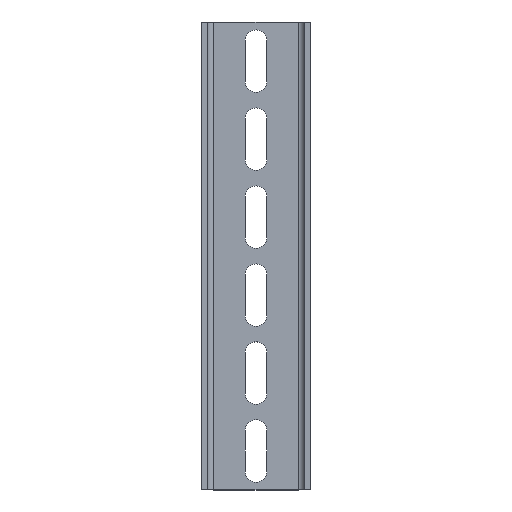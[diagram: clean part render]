
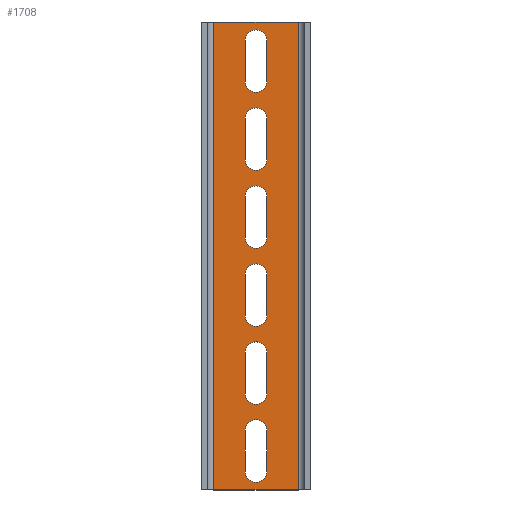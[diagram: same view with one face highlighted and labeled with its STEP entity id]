
A CAD part, top view. The second image highlights one B-rep face of the part: STEP entity #1708.
In plain terms, the highlighted planar face has unit normal (0, 0, 1).
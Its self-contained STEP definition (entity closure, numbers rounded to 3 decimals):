
#37=DIRECTION('',(1.,0.,0.));
#38=VECTOR('',#37,54.);
#39=CARTESIAN_POINT('',(-27.,0.,-21.));
#40=LINE('',#39,#38);
#282=DIRECTION('',(0.,1.,0.));
#283=VECTOR('',#282,300.);
#284=CARTESIAN_POINT('',(27.,0.,-21.));
#285=LINE('',#284,#283);
#286=DIRECTION('',(0.,1.,0.));
#287=VECTOR('',#286,300.);
#288=CARTESIAN_POINT('',(-27.,0.,-21.));
#289=LINE('',#288,#287);
#290=DIRECTION('',(0.,1.,0.));
#291=VECTOR('',#290,26.);
#292=CARTESIAN_POINT('',(-7.,12.,-21.));
#293=LINE('',#292,#291);
#294=CARTESIAN_POINT('',(0.,12.,-21.));
#295=DIRECTION('',(0.,0.,1.));
#296=DIRECTION('',(-1.,0.,0.));
#297=AXIS2_PLACEMENT_3D('',#294,#295,#296);
#299=DIRECTION('',(0.,-1.,0.));
#300=VECTOR('',#299,26.);
#301=CARTESIAN_POINT('',(7.,38.,-21.));
#302=LINE('',#301,#300);
#303=CARTESIAN_POINT('',(0.,38.,-21.));
#304=DIRECTION('',(0.,0.,1.));
#305=DIRECTION('',(1.,0.,0.));
#306=AXIS2_PLACEMENT_3D('',#303,#304,#305);
#308=CARTESIAN_POINT('',(0.,88.,-21.));
#309=DIRECTION('',(0.,0.,-1.));
#310=DIRECTION('',(-1.,0.,0.));
#311=AXIS2_PLACEMENT_3D('',#308,#309,#310);
#313=DIRECTION('',(0.,1.,0.));
#314=VECTOR('',#313,26.);
#315=CARTESIAN_POINT('',(-7.,62.,-21.));
#316=LINE('',#315,#314);
#317=CARTESIAN_POINT('',(0.,62.,-21.));
#318=DIRECTION('',(0.,0.,-1.));
#319=DIRECTION('',(1.,0.,0.));
#320=AXIS2_PLACEMENT_3D('',#317,#318,#319);
#322=DIRECTION('',(0.,-1.,0.));
#323=VECTOR('',#322,26.);
#324=CARTESIAN_POINT('',(7.,88.,-21.));
#325=LINE('',#324,#323);
#326=CARTESIAN_POINT('',(0.,138.,-21.));
#327=DIRECTION('',(0.,0.,-1.));
#328=DIRECTION('',(-1.,0.,0.));
#329=AXIS2_PLACEMENT_3D('',#326,#327,#328);
#331=DIRECTION('',(0.,1.,0.));
#332=VECTOR('',#331,26.);
#333=CARTESIAN_POINT('',(-7.,112.,-21.));
#334=LINE('',#333,#332);
#335=CARTESIAN_POINT('',(0.,112.,-21.));
#336=DIRECTION('',(0.,0.,-1.));
#337=DIRECTION('',(1.,0.,0.));
#338=AXIS2_PLACEMENT_3D('',#335,#336,#337);
#340=DIRECTION('',(0.,-1.,0.));
#341=VECTOR('',#340,26.);
#342=CARTESIAN_POINT('',(7.,138.,-21.));
#343=LINE('',#342,#341);
#344=CARTESIAN_POINT('',(0.,188.,-21.));
#345=DIRECTION('',(0.,0.,-1.));
#346=DIRECTION('',(-1.,0.,0.));
#347=AXIS2_PLACEMENT_3D('',#344,#345,#346);
#349=DIRECTION('',(0.,1.,0.));
#350=VECTOR('',#349,26.);
#351=CARTESIAN_POINT('',(-7.,162.,-21.));
#352=LINE('',#351,#350);
#353=CARTESIAN_POINT('',(0.,162.,-21.));
#354=DIRECTION('',(0.,0.,-1.));
#355=DIRECTION('',(1.,0.,0.));
#356=AXIS2_PLACEMENT_3D('',#353,#354,#355);
#358=DIRECTION('',(0.,-1.,0.));
#359=VECTOR('',#358,26.);
#360=CARTESIAN_POINT('',(7.,188.,-21.));
#361=LINE('',#360,#359);
#362=CARTESIAN_POINT('',(0.,238.,-21.));
#363=DIRECTION('',(0.,0.,-1.));
#364=DIRECTION('',(-1.,0.,0.));
#365=AXIS2_PLACEMENT_3D('',#362,#363,#364);
#367=DIRECTION('',(0.,1.,0.));
#368=VECTOR('',#367,26.);
#369=CARTESIAN_POINT('',(-7.,212.,-21.));
#370=LINE('',#369,#368);
#371=CARTESIAN_POINT('',(0.,212.,-21.));
#372=DIRECTION('',(0.,0.,-1.));
#373=DIRECTION('',(1.,0.,0.));
#374=AXIS2_PLACEMENT_3D('',#371,#372,#373);
#376=DIRECTION('',(0.,-1.,0.));
#377=VECTOR('',#376,26.);
#378=CARTESIAN_POINT('',(7.,238.,-21.));
#379=LINE('',#378,#377);
#380=CARTESIAN_POINT('',(0.,288.,-21.));
#381=DIRECTION('',(0.,0.,-1.));
#382=DIRECTION('',(-1.,0.,0.));
#383=AXIS2_PLACEMENT_3D('',#380,#381,#382);
#385=DIRECTION('',(0.,1.,0.));
#386=VECTOR('',#385,26.);
#387=CARTESIAN_POINT('',(-7.,262.,-21.));
#388=LINE('',#387,#386);
#389=CARTESIAN_POINT('',(0.,262.,-21.));
#390=DIRECTION('',(0.,0.,-1.));
#391=DIRECTION('',(1.,0.,0.));
#392=AXIS2_PLACEMENT_3D('',#389,#390,#391);
#394=DIRECTION('',(0.,-1.,0.));
#395=VECTOR('',#394,26.);
#396=CARTESIAN_POINT('',(7.,288.,-21.));
#397=LINE('',#396,#395);
#767=DIRECTION('',(1.,0.,0.));
#768=VECTOR('',#767,54.);
#769=CARTESIAN_POINT('',(-27.,300.,-21.));
#770=LINE('',#769,#768);
#1106=CARTESIAN_POINT('',(-27.,0.,-21.));
#1107=VERTEX_POINT('',#1106);
#1108=CARTESIAN_POINT('',(27.,0.,-21.));
#1109=VERTEX_POINT('',#1108);
#1130=CARTESIAN_POINT('',(-27.,300.,-21.));
#1131=VERTEX_POINT('',#1130);
#1132=CARTESIAN_POINT('',(27.,300.,-21.));
#1133=VERTEX_POINT('',#1132);
#1146=CARTESIAN_POINT('',(-7.,12.,-21.));
#1147=CARTESIAN_POINT('',(-7.,38.,-21.));
#1148=VERTEX_POINT('',#1146);
#1149=VERTEX_POINT('',#1147);
#1150=CARTESIAN_POINT('',(7.,12.,-21.));
#1151=VERTEX_POINT('',#1150);
#1152=CARTESIAN_POINT('',(7.,38.,-21.));
#1153=VERTEX_POINT('',#1152);
#1162=CARTESIAN_POINT('',(-7.,88.,-21.));
#1163=CARTESIAN_POINT('',(7.,88.,-21.));
#1164=VERTEX_POINT('',#1162);
#1165=VERTEX_POINT('',#1163);
#1166=CARTESIAN_POINT('',(7.,62.,-21.));
#1167=VERTEX_POINT('',#1166);
#1168=CARTESIAN_POINT('',(-7.,62.,-21.));
#1169=VERTEX_POINT('',#1168);
#1178=CARTESIAN_POINT('',(-7.,138.,-21.));
#1179=CARTESIAN_POINT('',(7.,138.,-21.));
#1180=VERTEX_POINT('',#1178);
#1181=VERTEX_POINT('',#1179);
#1182=CARTESIAN_POINT('',(7.,112.,-21.));
#1183=VERTEX_POINT('',#1182);
#1184=CARTESIAN_POINT('',(-7.,112.,-21.));
#1185=VERTEX_POINT('',#1184);
#1194=CARTESIAN_POINT('',(-7.,188.,-21.));
#1195=CARTESIAN_POINT('',(7.,188.,-21.));
#1196=VERTEX_POINT('',#1194);
#1197=VERTEX_POINT('',#1195);
#1198=CARTESIAN_POINT('',(7.,162.,-21.));
#1199=VERTEX_POINT('',#1198);
#1200=CARTESIAN_POINT('',(-7.,162.,-21.));
#1201=VERTEX_POINT('',#1200);
#1210=CARTESIAN_POINT('',(-7.,238.,-21.));
#1211=CARTESIAN_POINT('',(7.,238.,-21.));
#1212=VERTEX_POINT('',#1210);
#1213=VERTEX_POINT('',#1211);
#1214=CARTESIAN_POINT('',(7.,212.,-21.));
#1215=VERTEX_POINT('',#1214);
#1216=CARTESIAN_POINT('',(-7.,212.,-21.));
#1217=VERTEX_POINT('',#1216);
#1226=CARTESIAN_POINT('',(-7.,288.,-21.));
#1227=CARTESIAN_POINT('',(7.,288.,-21.));
#1228=VERTEX_POINT('',#1226);
#1229=VERTEX_POINT('',#1227);
#1230=CARTESIAN_POINT('',(7.,262.,-21.));
#1231=VERTEX_POINT('',#1230);
#1232=CARTESIAN_POINT('',(-7.,262.,-21.));
#1233=VERTEX_POINT('',#1232);
#1635=CARTESIAN_POINT('',(-27.,0.,-21.));
#1636=DIRECTION('',(0.,0.,1.));
#1637=DIRECTION('',(1.,0.,0.));
#1638=AXIS2_PLACEMENT_3D('',#1635,#1636,#1637);
#1639=PLANE('',#1638);
#1640=ORIENTED_EDGE('',*,*,#1447,.F.);
#1642=ORIENTED_EDGE('',*,*,#1641,.T.);
#1644=ORIENTED_EDGE('',*,*,#1643,.T.);
#1645=ORIENTED_EDGE('',*,*,#1627,.F.);
#1646=EDGE_LOOP('',(#1640,#1642,#1644,#1645));
#1647=FACE_OUTER_BOUND('',#1646,.F.);
#1649=ORIENTED_EDGE('',*,*,#1648,.F.);
#1651=ORIENTED_EDGE('',*,*,#1650,.T.);
#1653=ORIENTED_EDGE('',*,*,#1652,.F.);
#1655=ORIENTED_EDGE('',*,*,#1654,.T.);
#1656=EDGE_LOOP('',(#1649,#1651,#1653,#1655));
#1657=FACE_BOUND('',#1656,.F.);
#1659=ORIENTED_EDGE('',*,*,#1658,.F.);
#1661=ORIENTED_EDGE('',*,*,#1660,.F.);
#1663=ORIENTED_EDGE('',*,*,#1662,.F.);
#1665=ORIENTED_EDGE('',*,*,#1664,.F.);
#1666=EDGE_LOOP('',(#1659,#1661,#1663,#1665));
#1667=FACE_BOUND('',#1666,.F.);
#1669=ORIENTED_EDGE('',*,*,#1668,.F.);
#1671=ORIENTED_EDGE('',*,*,#1670,.F.);
#1673=ORIENTED_EDGE('',*,*,#1672,.F.);
#1675=ORIENTED_EDGE('',*,*,#1674,.F.);
#1676=EDGE_LOOP('',(#1669,#1671,#1673,#1675));
#1677=FACE_BOUND('',#1676,.F.);
#1679=ORIENTED_EDGE('',*,*,#1678,.F.);
#1681=ORIENTED_EDGE('',*,*,#1680,.F.);
#1683=ORIENTED_EDGE('',*,*,#1682,.F.);
#1685=ORIENTED_EDGE('',*,*,#1684,.F.);
#1686=EDGE_LOOP('',(#1679,#1681,#1683,#1685));
#1687=FACE_BOUND('',#1686,.F.);
#1689=ORIENTED_EDGE('',*,*,#1688,.F.);
#1691=ORIENTED_EDGE('',*,*,#1690,.F.);
#1693=ORIENTED_EDGE('',*,*,#1692,.F.);
#1695=ORIENTED_EDGE('',*,*,#1694,.F.);
#1696=EDGE_LOOP('',(#1689,#1691,#1693,#1695));
#1697=FACE_BOUND('',#1696,.F.);
#1699=ORIENTED_EDGE('',*,*,#1698,.F.);
#1701=ORIENTED_EDGE('',*,*,#1700,.F.);
#1703=ORIENTED_EDGE('',*,*,#1702,.F.);
#1705=ORIENTED_EDGE('',*,*,#1704,.F.);
#1706=EDGE_LOOP('',(#1699,#1701,#1703,#1705));
#1707=FACE_BOUND('',#1706,.F.);
#1708=ADVANCED_FACE('',(#1647,#1657,#1667,#1677,#1687,#1697,#1707),#1639,.T.);
#298=CIRCLE('',#297,7.);
#307=CIRCLE('',#306,7.);
#312=CIRCLE('',#311,7.);
#321=CIRCLE('',#320,7.);
#330=CIRCLE('',#329,7.);
#339=CIRCLE('',#338,7.);
#348=CIRCLE('',#347,7.);
#357=CIRCLE('',#356,7.);
#366=CIRCLE('',#365,7.);
#375=CIRCLE('',#374,7.);
#384=CIRCLE('',#383,7.);
#393=CIRCLE('',#392,7.);
#1447=EDGE_CURVE('',#1107,#1109,#40,.T.);
#1627=EDGE_CURVE('',#1109,#1133,#285,.T.);
#1641=EDGE_CURVE('',#1107,#1131,#289,.T.);
#1643=EDGE_CURVE('',#1131,#1133,#770,.T.);
#1648=EDGE_CURVE('',#1148,#1149,#293,.T.);
#1650=EDGE_CURVE('',#1148,#1151,#298,.T.);
#1652=EDGE_CURVE('',#1153,#1151,#302,.T.);
#1654=EDGE_CURVE('',#1153,#1149,#307,.T.);
#1658=EDGE_CURVE('',#1164,#1165,#312,.T.);
#1660=EDGE_CURVE('',#1169,#1164,#316,.T.);
#1662=EDGE_CURVE('',#1167,#1169,#321,.T.);
#1664=EDGE_CURVE('',#1165,#1167,#325,.T.);
#1668=EDGE_CURVE('',#1180,#1181,#330,.T.);
#1670=EDGE_CURVE('',#1185,#1180,#334,.T.);
#1672=EDGE_CURVE('',#1183,#1185,#339,.T.);
#1674=EDGE_CURVE('',#1181,#1183,#343,.T.);
#1678=EDGE_CURVE('',#1196,#1197,#348,.T.);
#1680=EDGE_CURVE('',#1201,#1196,#352,.T.);
#1682=EDGE_CURVE('',#1199,#1201,#357,.T.);
#1684=EDGE_CURVE('',#1197,#1199,#361,.T.);
#1688=EDGE_CURVE('',#1212,#1213,#366,.T.);
#1690=EDGE_CURVE('',#1217,#1212,#370,.T.);
#1692=EDGE_CURVE('',#1215,#1217,#375,.T.);
#1694=EDGE_CURVE('',#1213,#1215,#379,.T.);
#1698=EDGE_CURVE('',#1228,#1229,#384,.T.);
#1700=EDGE_CURVE('',#1233,#1228,#388,.T.);
#1702=EDGE_CURVE('',#1231,#1233,#393,.T.);
#1704=EDGE_CURVE('',#1229,#1231,#397,.T.);
